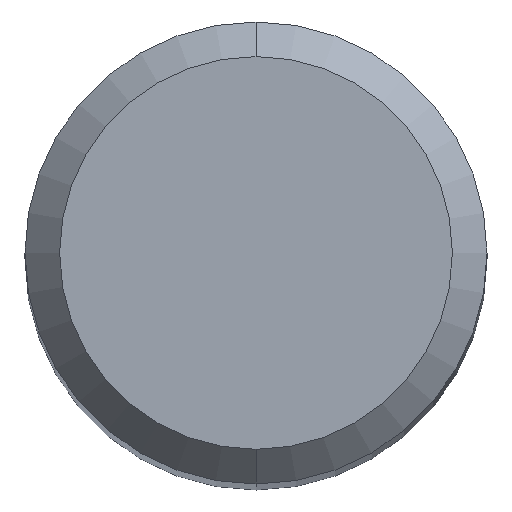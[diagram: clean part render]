
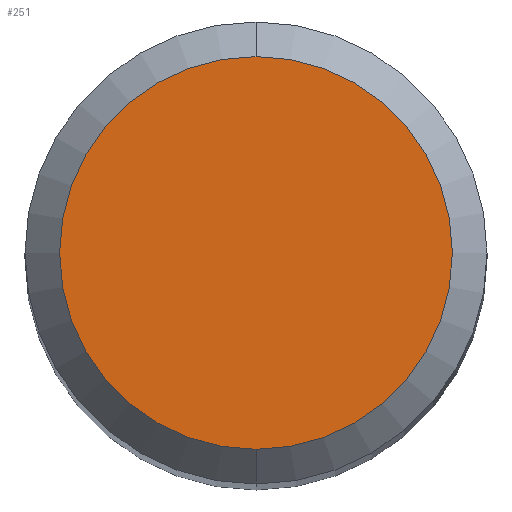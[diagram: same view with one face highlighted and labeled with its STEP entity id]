
A CAD part, top view. The second image highlights one B-rep face of the part: STEP entity #251.
In plain terms, the highlighted planar face has unit normal (0, 0, 1).
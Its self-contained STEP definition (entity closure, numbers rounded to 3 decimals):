
#251=ADVANCED_FACE('',(#564),#565,.T.);
#389=EDGE_CURVE('',#459,#447,#716,.T.);
#433=EDGE_CURVE('',#447,#459,#766,.T.);
#447=VERTEX_POINT('',#781);
#459=VERTEX_POINT('',#794);
#564=FACE_OUTER_BOUND('',#1030,.T.);
#565=PLANE('',#1031);
#716=CIRCLE('',#1324,1.7);
#766=CIRCLE('',#1388,1.7);
#781=CARTESIAN_POINT('',(0.,-1.7,0.0));
#794=CARTESIAN_POINT('',(0.0,1.7,0.0));
#1030=EDGE_LOOP('',(#1526,#1527));
#1031=AXIS2_PLACEMENT_3D('',#1528,#1529,#1530);
#1324=AXIS2_PLACEMENT_3D('',#1681,#1682,#1683);
#1388=AXIS2_PLACEMENT_3D('',#1752,#1753,#1754);
#1526=ORIENTED_EDGE('',*,*,#389,.F.);
#1527=ORIENTED_EDGE('',*,*,#433,.F.);
#1528=CARTESIAN_POINT('',(0.0,0.85,0.0));
#1529=DIRECTION('',(-0.0,0.0,1.0));
#1530=DIRECTION('',(0.0,-1.0,0.0));
#1681=CARTESIAN_POINT('',(0.0,0.0,0.0));
#1682=DIRECTION('',(0.0,0.0,-1.0));
#1683=DIRECTION('',(0.0,1.0,0.0));
#1752=CARTESIAN_POINT('',(0.0,0.0,0.0));
#1753=DIRECTION('',(0.0,0.0,-1.0));
#1754=DIRECTION('',(0.0,1.0,0.0));
